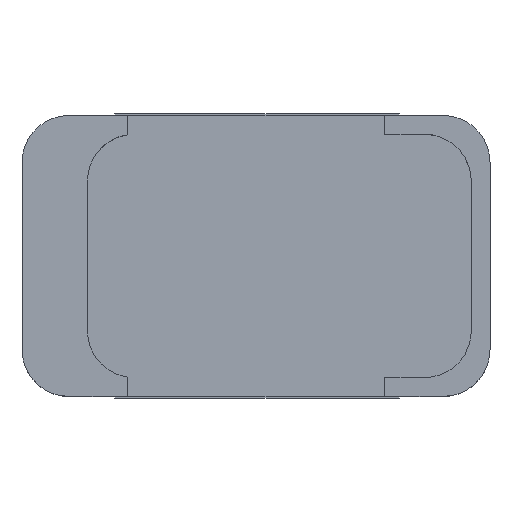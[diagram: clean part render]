
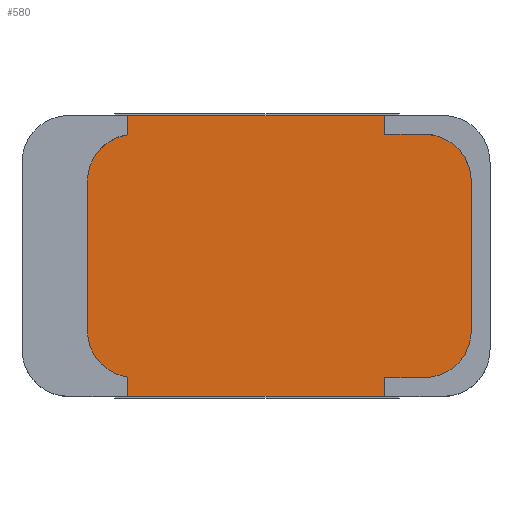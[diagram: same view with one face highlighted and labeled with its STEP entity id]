
A CAD part, top view. The second image highlights one B-rep face of the part: STEP entity #580.
In plain terms, the highlighted planar face has unit normal (0, 0, 1).
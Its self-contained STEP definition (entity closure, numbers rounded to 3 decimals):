
#39=PLANE('',#648);
#66=FACE_OUTER_BOUND('',#98,.T.);
#98=EDGE_LOOP('',(#443,#444,#445,#446,#447,#448,#449,#450,#451,#452,#453,
#454,#455,#456));
#123=LINE('',#869,#186);
#125=LINE('',#875,#188);
#129=LINE('',#887,#192);
#134=LINE('',#905,#197);
#140=LINE('',#920,#203);
#141=LINE('',#923,#204);
#144=LINE('',#929,#207);
#145=LINE('',#930,#208);
#146=LINE('',#932,#209);
#147=LINE('',#933,#210);
#186=VECTOR('',#696,10.);
#188=VECTOR('',#700,10.);
#192=VECTOR('',#712,10.);
#197=VECTOR('',#731,10.);
#203=VECTOR('',#745,10.);
#204=VECTOR('',#748,10.);
#207=VECTOR('',#753,10.);
#208=VECTOR('',#754,10.);
#209=VECTOR('',#755,10.);
#210=VECTOR('',#756,10.);
#247=CIRCLE('',#633,5.);
#249=CIRCLE('',#637,5.);
#251=CIRCLE('',#640,5.);
#254=CIRCLE('',#645,5.);
#266=VERTEX_POINT('',#863);
#268=VERTEX_POINT('',#867);
#269=VERTEX_POINT('',#871);
#271=VERTEX_POINT('',#874);
#273=VERTEX_POINT('',#880);
#275=VERTEX_POINT('',#886);
#277=VERTEX_POINT('',#895);
#279=VERTEX_POINT('',#898);
#281=VERTEX_POINT('',#904);
#284=VERTEX_POINT('',#911);
#286=VERTEX_POINT('',#918);
#287=VERTEX_POINT('',#922);
#289=VERTEX_POINT('',#928);
#290=VERTEX_POINT('',#931);
#323=EDGE_CURVE('',#268,#266,#123,.T.);
#325=EDGE_CURVE('',#269,#271,#125,.T.);
#328=EDGE_CURVE('',#273,#271,#247,.T.);
#331=EDGE_CURVE('',#273,#275,#129,.T.);
#334=EDGE_CURVE('',#268,#275,#249,.T.);
#337=EDGE_CURVE('',#279,#277,#251,.T.);
#340=EDGE_CURVE('',#279,#281,#134,.T.);
#345=EDGE_CURVE('',#284,#281,#254,.T.);
#348=EDGE_CURVE('',#269,#286,#140,.T.);
#349=EDGE_CURVE('',#287,#266,#141,.T.);
#352=EDGE_CURVE('',#289,#286,#144,.T.);
#353=EDGE_CURVE('',#284,#289,#145,.T.);
#354=EDGE_CURVE('',#290,#277,#146,.T.);
#355=EDGE_CURVE('',#287,#290,#147,.T.);
#443=ORIENTED_EDGE('',*,*,#348,.T.);
#444=ORIENTED_EDGE('',*,*,#352,.F.);
#445=ORIENTED_EDGE('',*,*,#353,.F.);
#446=ORIENTED_EDGE('',*,*,#345,.T.);
#447=ORIENTED_EDGE('',*,*,#340,.F.);
#448=ORIENTED_EDGE('',*,*,#337,.T.);
#449=ORIENTED_EDGE('',*,*,#354,.F.);
#450=ORIENTED_EDGE('',*,*,#355,.F.);
#451=ORIENTED_EDGE('',*,*,#349,.T.);
#452=ORIENTED_EDGE('',*,*,#323,.F.);
#453=ORIENTED_EDGE('',*,*,#334,.T.);
#454=ORIENTED_EDGE('',*,*,#331,.F.);
#455=ORIENTED_EDGE('',*,*,#328,.T.);
#456=ORIENTED_EDGE('',*,*,#325,.F.);
#580=ADVANCED_FACE('',(#66),#39,.F.);
#633=AXIS2_PLACEMENT_3D('',#881,#705,#706);
#637=AXIS2_PLACEMENT_3D('',#892,#717,#718);
#640=AXIS2_PLACEMENT_3D('',#899,#724,#725);
#645=AXIS2_PLACEMENT_3D('',#914,#739,#740);
#648=AXIS2_PLACEMENT_3D('',#927,#751,#752);
#696=DIRECTION('',(-1.,0.,0.));
#700=DIRECTION('',(1.,0.,0.));
#705=DIRECTION('center_axis',(0.,0.,1.));
#706=DIRECTION('ref_axis',(1.,0.,0.));
#712=DIRECTION('',(0.,-1.,0.));
#717=DIRECTION('center_axis',(0.,0.,1.));
#718=DIRECTION('ref_axis',(0.,-1.,0.));
#724=DIRECTION('center_axis',(0.,0.,1.));
#725=DIRECTION('ref_axis',(-1.,0.,0.));
#731=DIRECTION('',(0.,1.,0.));
#739=DIRECTION('center_axis',(0.,0.,1.));
#740=DIRECTION('ref_axis',(0.,1.,0.));
#745=DIRECTION('',(0.,1.,0.));
#748=DIRECTION('',(0.,1.,0.));
#751=DIRECTION('center_axis',(0.,0.,-1.));
#752=DIRECTION('ref_axis',(-1.,0.,0.));
#753=DIRECTION('',(1.,0.,0.));
#754=DIRECTION('',(0.,1.,0.));
#755=DIRECTION('',(0.,1.,0.));
#756=DIRECTION('',(-1.,0.,0.));
#863=CARTESIAN_POINT('',(36.858,10.718,11.5));
#867=CARTESIAN_POINT('',(41.108,10.718,11.5));
#869=CARTESIAN_POINT('',(41.108,10.718,11.5));
#871=CARTESIAN_POINT('',(36.858,36.718,11.5));
#874=CARTESIAN_POINT('',(41.108,36.718,11.5));
#875=CARTESIAN_POINT('',(10.108,36.718,11.5));
#880=CARTESIAN_POINT('',(46.108,31.718,11.5));
#881=CARTESIAN_POINT('Origin',(41.108,31.718,11.5));
#886=CARTESIAN_POINT('',(46.108,15.718,11.5));
#887=CARTESIAN_POINT('',(46.108,31.718,11.5));
#892=CARTESIAN_POINT('Origin',(41.108,15.718,11.5));
#895=CARTESIAN_POINT('',(9.358,10.775,11.5));
#898=CARTESIAN_POINT('',(5.108,15.718,11.5));
#899=CARTESIAN_POINT('Origin',(10.108,15.718,11.5));
#904=CARTESIAN_POINT('',(5.108,31.718,11.5));
#905=CARTESIAN_POINT('',(5.108,15.718,11.5));
#911=CARTESIAN_POINT('',(9.358,36.661,11.5));
#914=CARTESIAN_POINT('Origin',(10.108,31.718,11.5));
#918=CARTESIAN_POINT('',(36.858,38.718,11.5));
#920=CARTESIAN_POINT('',(36.858,8.718,11.5));
#922=CARTESIAN_POINT('',(36.858,8.718,11.5));
#923=CARTESIAN_POINT('',(36.858,8.718,11.5));
#927=CARTESIAN_POINT('Origin',(36.858,8.718,11.5));
#928=CARTESIAN_POINT('',(9.358,38.718,11.5));
#929=CARTESIAN_POINT('',(39.983,38.718,11.5));
#930=CARTESIAN_POINT('',(9.358,8.718,11.5));
#931=CARTESIAN_POINT('',(9.358,8.718,11.5));
#932=CARTESIAN_POINT('',(9.358,8.718,11.5));
#933=CARTESIAN_POINT('',(19.983,8.718,11.5));
